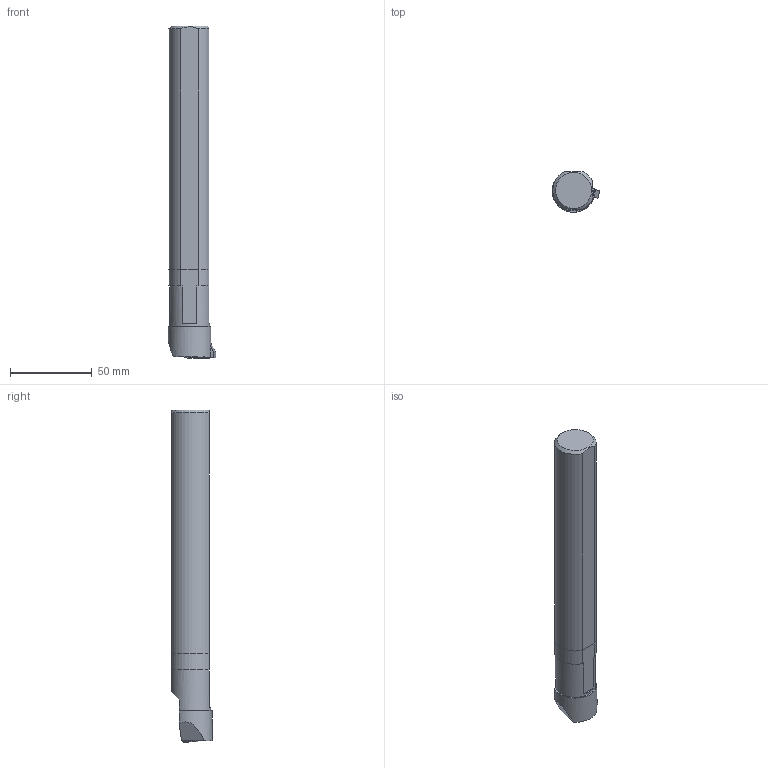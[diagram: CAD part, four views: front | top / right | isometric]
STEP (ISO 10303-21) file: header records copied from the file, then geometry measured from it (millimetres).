
FILE_DESCRIPTION(/* description */ (''),/* implementation_level */ '2;1');
FILE_NAME(/* name */ 'CNL001008-22AHD.stp',/* time_stamp */ '2018-03-29T15:40:09+05:00',/* author */ (''),/* organization */ (''),/* preprocessor_version */ 'ST-DEVELOPER v16',/* originating_system */ 'SIEMENS PLM Software NX 11.0',/* authorisation */ '');
FILE_SCHEMA (('AUTOMOTIVE_DESIGN { 1 0 10303 214 3 1 1 1 }'));
Length unit declared in the file: millimetre
Products named in the file (1): inpuE1F0nokj
Bounding box: 29.11 x 24.54 x 203.2 mm (x, y, z)
Volume: 93747.8 mm3; surface area: 18312 mm2
Topology: 3 solids, 3 shells, 41 faces, 105 edges, 70 vertices
Faces by surface type: plane 29, cylinder 11, cone 1
Entity records: 1320 total; most frequent: CARTESIAN_POINT 232, DIRECTION 224, ORIENTED_EDGE 206, EDGE_CURVE 103, AXIS2_PLACEMENT_3D 79, VERTEX_POINT 69, LINE 66, VECTOR 66
